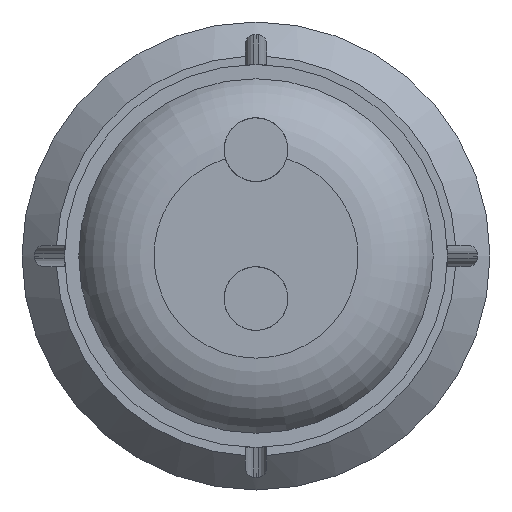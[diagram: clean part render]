
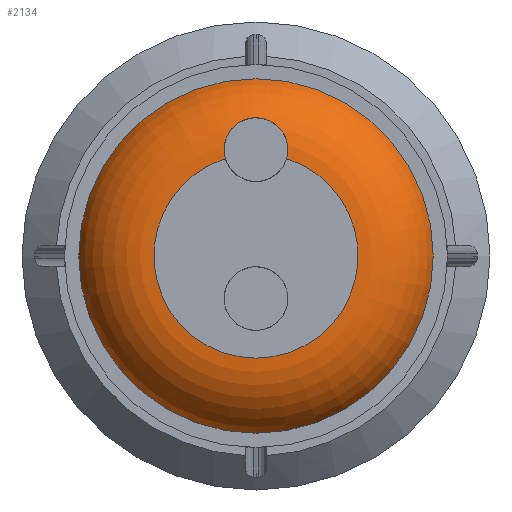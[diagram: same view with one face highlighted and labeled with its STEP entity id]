
A CAD part, front view. The second image highlights one B-rep face of the part: STEP entity #2134.
In plain terms, the highlighted toroidal (fillet/blend) face has major radius 2.4 mm and minor radius 1.9 mm.
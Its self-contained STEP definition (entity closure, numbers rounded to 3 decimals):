
#47=B_SPLINE_CURVE_WITH_KNOTS('',3,(#3514,#3515,#3516,#3517,#3518,#3519,
#3520,#3521,#3522,#3523,#3524,#3525,#3526,#3527,#3528,#3529,#3530,#3531,
#3532,#3533,#3534,#3535,#3536,#3537,#3538,#3539,#3540,#3541,#3542,#3543,
#3544),.UNSPECIFIED.,.F.,.F.,(4,3,3,3,3,3,3,3,3,3,4),(0.021,
0.046,0.076,0.1,0.125,
0.143,0.165,0.195,0.23,
0.256,0.277),.UNSPECIFIED.);
#48=B_SPLINE_CURVE_WITH_KNOTS('',3,(#3546,#3547,#3548,#3549,#3550,#3551,
#3552),.UNSPECIFIED.,.F.,.F.,(4,3,4),(0.,0.02,0.021),
 .UNSPECIFIED.);
#49=TOROIDAL_SURFACE('',#2342,2.4,1.9);
#257=FACE_OUTER_BOUND('',#384,.T.);
#384=EDGE_LOOP('',(#1756,#1757,#1758,#1759,#1760,#1761,#1762,#1763));
#493=CIRCLE('',#2343,4.166);
#494=CIRCLE('',#2344,4.166);
#495=CIRCLE('',#2345,1.9);
#496=CIRCLE('',#2346,2.4);
#497=CIRCLE('',#2347,2.4);
#1037=VERTEX_POINT('',#3505);
#1038=VERTEX_POINT('',#3506);
#1039=VERTEX_POINT('',#3509);
#1040=VERTEX_POINT('',#3511);
#1041=VERTEX_POINT('',#3513);
#1042=VERTEX_POINT('',#3545);
#1285=EDGE_CURVE('',#1037,#1038,#493,.T.);
#1286=EDGE_CURVE('',#1038,#1037,#494,.T.);
#1287=EDGE_CURVE('',#1038,#1039,#495,.T.);
#1288=EDGE_CURVE('',#1039,#1040,#496,.T.);
#1289=EDGE_CURVE('',#1041,#1040,#47,.T.);
#1290=EDGE_CURVE('',#1042,#1041,#48,.T.);
#1291=EDGE_CURVE('',#1042,#1039,#497,.T.);
#1756=ORIENTED_EDGE('',*,*,#1285,.F.);
#1757=ORIENTED_EDGE('',*,*,#1286,.F.);
#1758=ORIENTED_EDGE('',*,*,#1287,.T.);
#1759=ORIENTED_EDGE('',*,*,#1288,.T.);
#1760=ORIENTED_EDGE('',*,*,#1289,.F.);
#1761=ORIENTED_EDGE('',*,*,#1290,.F.);
#1762=ORIENTED_EDGE('',*,*,#1291,.T.);
#1763=ORIENTED_EDGE('',*,*,#1287,.F.);
#2134=ADVANCED_FACE('',(#257),#49,.T.);
#2342=AXIS2_PLACEMENT_3D('',#3504,#2830,#2831);
#2343=AXIS2_PLACEMENT_3D('',#3507,#2832,#2833);
#2344=AXIS2_PLACEMENT_3D('',#3508,#2834,#2835);
#2345=AXIS2_PLACEMENT_3D('',#3510,#2836,#2837);
#2346=AXIS2_PLACEMENT_3D('',#3512,#2838,#2839);
#2347=AXIS2_PLACEMENT_3D('',#3553,#2840,#2841);
#2830=DIRECTION('center_axis',(0.,1.,0.));
#2831=DIRECTION('ref_axis',(0.,0.,1.));
#2832=DIRECTION('center_axis',(0.,1.,0.));
#2833=DIRECTION('ref_axis',(0.,0.,1.));
#2834=DIRECTION('center_axis',(0.,1.,0.));
#2835=DIRECTION('ref_axis',(0.,0.,1.));
#2836=DIRECTION('center_axis',(-1.,0.,0.));
#2837=DIRECTION('ref_axis',(0.,0.,-1.));
#2838=DIRECTION('center_axis',(0.,1.,0.));
#2839=DIRECTION('ref_axis',(0.,0.,1.));
#2840=DIRECTION('center_axis',(0.,1.,0.));
#2841=DIRECTION('ref_axis',(0.,0.,1.));
#3504=CARTESIAN_POINT('Origin',(1.356,221.218,0.));
#3505=CARTESIAN_POINT('',(1.356,220.518,4.166));
#3506=CARTESIAN_POINT('',(1.356,220.518,-4.166));
#3507=CARTESIAN_POINT('Origin',(1.356,220.518,0.));
#3508=CARTESIAN_POINT('Origin',(1.356,220.518,0.));
#3509=CARTESIAN_POINT('',(1.356,219.318,-2.4));
#3510=CARTESIAN_POINT('Origin',(1.356,221.218,-2.4));
#3511=CARTESIAN_POINT('',(0.636,219.318,2.29));
#3512=CARTESIAN_POINT('Origin',(1.356,219.318,0.));
#3513=CARTESIAN_POINT('',(2.106,219.33,2.5));
#3514=CARTESIAN_POINT('Ctrl Pts',(2.106,219.33,2.5));
#3515=CARTESIAN_POINT('Ctrl Pts',(2.106,219.338,2.581));
#3516=CARTESIAN_POINT('Ctrl Pts',(2.093,219.351,2.662));
#3517=CARTESIAN_POINT('Ctrl Pts',(2.067,219.367,2.738));
#3518=CARTESIAN_POINT('Ctrl Pts',(2.036,219.386,2.832));
#3519=CARTESIAN_POINT('Ctrl Pts',(1.986,219.409,2.919));
#3520=CARTESIAN_POINT('Ctrl Pts',(1.922,219.431,2.993));
#3521=CARTESIAN_POINT('Ctrl Pts',(1.869,219.449,3.053));
#3522=CARTESIAN_POINT('Ctrl Pts',(1.806,219.466,3.105));
#3523=CARTESIAN_POINT('Ctrl Pts',(1.737,219.481,3.146));
#3524=CARTESIAN_POINT('Ctrl Pts',(1.667,219.495,3.188));
#3525=CARTESIAN_POINT('Ctrl Pts',(1.59,219.506,3.218));
#3526=CARTESIAN_POINT('Ctrl Pts',(1.509,219.513,3.234));
#3527=CARTESIAN_POINT('Ctrl Pts',(1.447,219.518,3.247));
#3528=CARTESIAN_POINT('Ctrl Pts',(1.383,219.52,3.252));
#3529=CARTESIAN_POINT('Ctrl Pts',(1.32,219.518,3.249));
#3530=CARTESIAN_POINT('Ctrl Pts',(1.248,219.517,3.246));
#3531=CARTESIAN_POINT('Ctrl Pts',(1.175,219.512,3.231));
#3532=CARTESIAN_POINT('Ctrl Pts',(1.107,219.503,3.207));
#3533=CARTESIAN_POINT('Ctrl Pts',(1.01,219.49,3.173));
#3534=CARTESIAN_POINT('Ctrl Pts',(0.92,219.47,3.119));
#3535=CARTESIAN_POINT('Ctrl Pts',(0.845,219.448,3.049));
#3536=CARTESIAN_POINT('Ctrl Pts',(0.762,219.424,2.971));
#3537=CARTESIAN_POINT('Ctrl Pts',(0.696,219.396,2.874));
#3538=CARTESIAN_POINT('Ctrl Pts',(0.655,219.373,2.767));
#3539=CARTESIAN_POINT('Ctrl Pts',(0.623,219.355,2.683));
#3540=CARTESIAN_POINT('Ctrl Pts',(0.606,219.34,2.592));
#3541=CARTESIAN_POINT('Ctrl Pts',(0.606,219.33,2.501));
#3542=CARTESIAN_POINT('Ctrl Pts',(0.606,219.322,2.43));
#3543=CARTESIAN_POINT('Ctrl Pts',(0.616,219.318,2.358));
#3544=CARTESIAN_POINT('Ctrl Pts',(0.636,219.318,2.29));
#3545=CARTESIAN_POINT('',(2.076,219.318,2.29));
#3546=CARTESIAN_POINT('Ctrl Pts',(2.076,219.318,2.29));
#3547=CARTESIAN_POINT('Ctrl Pts',(2.095,219.318,2.354));
#3548=CARTESIAN_POINT('Ctrl Pts',(2.105,219.322,2.42));
#3549=CARTESIAN_POINT('Ctrl Pts',(2.106,219.328,2.487));
#3550=CARTESIAN_POINT('Ctrl Pts',(2.106,219.329,2.491));
#3551=CARTESIAN_POINT('Ctrl Pts',(2.106,219.329,2.496));
#3552=CARTESIAN_POINT('Ctrl Pts',(2.106,219.33,2.5));
#3553=CARTESIAN_POINT('Origin',(1.356,219.318,0.));
